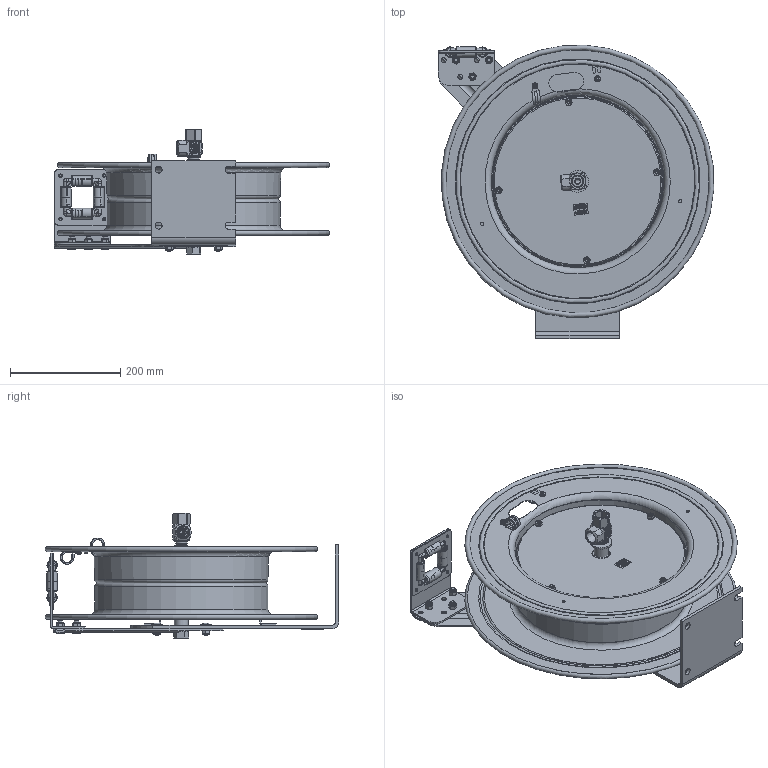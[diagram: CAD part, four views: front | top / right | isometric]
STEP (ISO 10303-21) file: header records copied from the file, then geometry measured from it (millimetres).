
FILE_DESCRIPTION(/* description */ (''),/* implementation_level */ '2;1');
FILE_NAME(/* name */ 'SHL-N-435_SHARED.stp',/* time_stamp */ '2020-02-11T09:21:31-07:00',/* author */ ('NMelton'),/* organization */ (''),/* preprocessor_version */ 'ST-DEVELOPER v17',/* originating_system */ 'Autodesk Inventor 2019',/* authorisation */ '');
FILE_SCHEMA (('AUTOMOTIVE_DESIGN { 1 0 10303 214 3 1 1 }'));
Products named in the file (1): SHL-N-435_SHARED
Bounding box: 500.16 x 532.94 x 228.37 mm (x, y, z)
Surface area: 1456390.3 mm2 (no closed solid volume)
Topology: 0 solids, 153 shells, 2773 faces, 11865 edges, 8836 vertices
Faces by surface type: plane 1479, cylinder 585, bspline 441, cone 171, torus 69, sphere 28
Full cylindrical faces by diameter (mm): 2.159 x2, 2.54 x1, 3.048 x1, 4.699 x4, 4.826 x2, 5.556 x3, 5.588 x5, 6.35 x8, 7.112 x1, 7.137 x1, 7.938 x3, 8.731 x7, 9.398 x1, 10.414 x2, 11.43 x3, 12.192 x7, 12.7 x2, 14.224 x1, 15.875 x1, 17.882 x1, 19.05 x5, 19.304 x1, 20.574 x3, 20.625 x1, 25.362 x1, 28.575 x1, 31.623 x1, 33.274 x1, 39.624 x1, 306.324 x1
Entity records: 129467 total; most frequent: CARTESIAN_POINT 36584, ORIENTED_EDGE 17430, DIRECTION 16413, EDGE_CURVE 11837, VERTEX_POINT 8836, LINE 6775, VECTOR 6775, AXIS2_PLACEMENT_3D 4819
